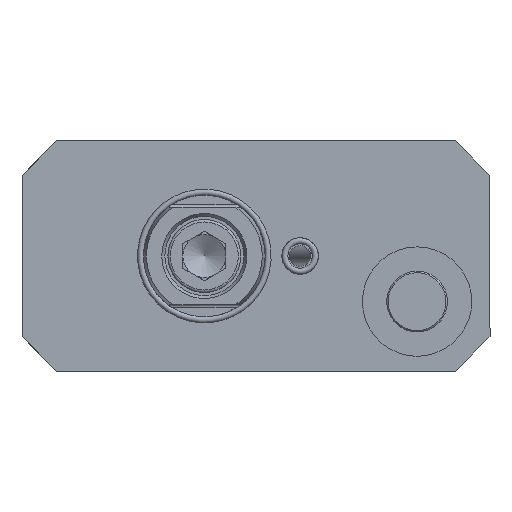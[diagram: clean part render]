
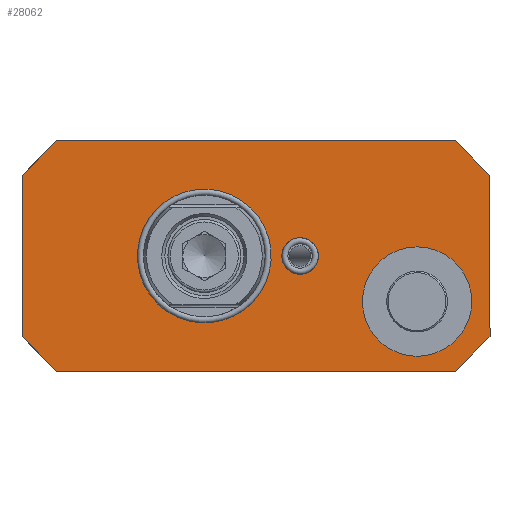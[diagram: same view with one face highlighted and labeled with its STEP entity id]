
A CAD part, front view. The second image highlights one B-rep face of the part: STEP entity #28062.
In plain terms, the highlighted planar face has unit normal (0, -1, 0).
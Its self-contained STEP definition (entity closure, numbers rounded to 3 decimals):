
#191 = CARTESIAN_POINT ( 'NONE',  ( 94., 0., -26.5 ) ) ;
#340 = LINE ( 'NONE', #19433, #11877 ) ;
#459 = CARTESIAN_POINT ( 'NONE',  ( 49.25, 0., -71.25 ) ) ;
#563 = LINE ( 'NONE', #32687, #30473 ) ;
#624 = LINE ( 'NONE', #3502, #12114 ) ;
#773 = DIRECTION ( 'NONE',  ( 0., 0., -1. ) ) ;
#1108 = DIRECTION ( 'NONE',  ( 1., 0., 0. ) ) ;
#1212 = LINE ( 'NONE', #15775, #31934 ) ;
#1223 = VECTOR ( 'NONE', #6688, 1000. ) ;
#1235 = LINE ( 'NONE', #18582, #7984 ) ;
#1248 = CARTESIAN_POINT ( 'NONE',  ( 31.5, 0., -6. ) ) ;
#1849 = DIRECTION ( 'NONE',  ( -0.707, 0., -0.707 ) ) ;
#2121 = DIRECTION ( 'NONE',  ( 0., -1., 0. ) ) ;
#2155 = ORIENTED_EDGE ( 'NONE', *, *, #23679, .T. ) ;
#3322 = VERTEX_POINT ( 'NONE', #25245 ) ;
#3502 = CARTESIAN_POINT ( 'NONE',  ( 94., 0., 38. ) ) ;
#3575 = EDGE_LOOP ( 'NONE', ( #2155 ) ) ;
#4232 = VERTEX_POINT ( 'NONE', #11145 ) ;
#4295 = DIRECTION ( 'NONE',  ( 0., 1., 0. ) ) ;
#4357 = EDGE_LOOP ( 'NONE', ( #21176, #16951, #26391, #7408, #17372, #8209, #20227, #16655 ) ) ;
#4369 = EDGE_CURVE ( 'NONE', #6887, #3322, #563, .T. ) ;
#4422 = VECTOR ( 'NONE', #10305, 1000. ) ;
#4895 = EDGE_LOOP ( 'NONE', ( #21183 ) ) ;
#5937 = VERTEX_POINT ( 'NONE', #8545 ) ;
#6259 = EDGE_CURVE ( 'NONE', #11652, #26417, #624, .T. ) ;
#6688 = DIRECTION ( 'NONE',  ( -0.707, 0., 0.707 ) ) ;
#6698 = AXIS2_PLACEMENT_3D ( 'NONE', #22357, #4295, #14511 ) ;
#6887 = VERTEX_POINT ( 'NONE', #15915 ) ;
#7025 = CIRCLE ( 'NONE', #29613, 6. ) ;
#7105 = CARTESIAN_POINT ( 'NONE',  ( 31.5, 0., 0. ) ) ;
#7165 = LINE ( 'NONE', #14470, #1223 ) ;
#7408 = ORIENTED_EDGE ( 'NONE', *, *, #27282, .T. ) ;
#7984 = VECTOR ( 'NONE', #773, 1000. ) ;
#8209 = ORIENTED_EDGE ( 'NONE', *, *, #22811, .T. ) ;
#8238 = CARTESIAN_POINT ( 'NONE',  ( 0., 0., 0. ) ) ;
#8545 = CARTESIAN_POINT ( 'NONE',  ( 0., 0., 20.2 ) ) ;
#8610 = AXIS2_PLACEMENT_3D ( 'NONE', #8238, #16044, #26363 ) ;
#8732 = CARTESIAN_POINT ( 'NONE',  ( 94., 0., 26.5 ) ) ;
#9102 = FACE_BOUND ( 'NONE', #3575, .T. ) ;
#10305 = DIRECTION ( 'NONE',  ( 1., 0., 0. ) ) ;
#11140 = AXIS2_PLACEMENT_3D ( 'NONE', #19793, #30093, #29874 ) ;
#11145 = CARTESIAN_POINT ( 'NONE',  ( 82.5, 0., -38. ) ) ;
#11356 = CARTESIAN_POINT ( 'NONE',  ( -60., 0., 26.5 ) ) ;
#11437 = EDGE_CURVE ( 'NONE', #20458, #6887, #1235, .T. ) ;
#11652 = VERTEX_POINT ( 'NONE', #8732 ) ;
#11877 = VECTOR ( 'NONE', #1849, 1000. ) ;
#12114 = VECTOR ( 'NONE', #26267, 1000. ) ;
#12288 = VERTEX_POINT ( 'NONE', #1248 ) ;
#12888 = EDGE_CURVE ( 'NONE', #30662, #30662, #19419, .T. ) ;
#13084 = FACE_OUTER_BOUND ( 'NONE', #4357, .T. ) ;
#14427 = PLANE ( 'NONE',  #11140 ) ;
#14470 = CARTESIAN_POINT ( 'NONE',  ( 11.25, 0., 109.25 ) ) ;
#14511 = DIRECTION ( 'NONE',  ( 0., 0., 1. ) ) ;
#15310 = CARTESIAN_POINT ( 'NONE',  ( -48.5, 0., 38. ) ) ;
#15394 = VECTOR ( 'NONE', #23973, 1000. ) ;
#15579 = LINE ( 'NONE', #23056, #4422 ) ;
#15775 = CARTESIAN_POINT ( 'NONE',  ( -60., 0., 38. ) ) ;
#15915 = CARTESIAN_POINT ( 'NONE',  ( -60., 0., -26.5 ) ) ;
#16044 = DIRECTION ( 'NONE',  ( 0., 1., 0. ) ) ;
#16655 = ORIENTED_EDGE ( 'NONE', *, *, #4369, .T. ) ;
#16951 = ORIENTED_EDGE ( 'NONE', *, *, #29835, .T. ) ;
#17156 = DIRECTION ( 'NONE',  ( 0.707, 0., -0.707 ) ) ;
#17372 = ORIENTED_EDGE ( 'NONE', *, *, #21398, .F. ) ;
#18582 = CARTESIAN_POINT ( 'NONE',  ( -60., 0., 38. ) ) ;
#19419 = CIRCLE ( 'NONE', #6698, 18. ) ;
#19433 = CARTESIAN_POINT ( 'NONE',  ( -54.25, 0., 32.25 ) ) ;
#19793 = CARTESIAN_POINT ( 'NONE',  ( -60., 0., 38. ) ) ;
#20227 = ORIENTED_EDGE ( 'NONE', *, *, #11437, .T. ) ;
#20458 = VERTEX_POINT ( 'NONE', #11356 ) ;
#20716 = FACE_BOUND ( 'NONE', #4895, .T. ) ;
#21174 = CARTESIAN_POINT ( 'NONE',  ( 70., 0., 3. ) ) ;
#21176 = ORIENTED_EDGE ( 'NONE', *, *, #26400, .T. ) ;
#21183 = ORIENTED_EDGE ( 'NONE', *, *, #23946, .F. ) ;
#21398 = EDGE_CURVE ( 'NONE', #30226, #25408, #1212, .T. ) ;
#22052 = DIRECTION ( 'NONE',  ( 0., 0., -1. ) ) ;
#22357 = CARTESIAN_POINT ( 'NONE',  ( 70., 0., -15. ) ) ;
#22570 = LINE ( 'NONE', #459, #15394 ) ;
#22699 = FACE_BOUND ( 'NONE', #27451, .T. ) ;
#22811 = EDGE_CURVE ( 'NONE', #30226, #20458, #340, .T. ) ;
#23056 = CARTESIAN_POINT ( 'NONE',  ( -60., 0., -38. ) ) ;
#23679 = EDGE_CURVE ( 'NONE', #5937, #5937, #31041, .T. ) ;
#23946 = EDGE_CURVE ( 'NONE', #12288, #12288, #7025, .T. ) ;
#23973 = DIRECTION ( 'NONE',  ( 0.707, 0., 0.707 ) ) ;
#25245 = CARTESIAN_POINT ( 'NONE',  ( -48.5, 0., -38. ) ) ;
#25408 = VERTEX_POINT ( 'NONE', #30209 ) ;
#25508 = ORIENTED_EDGE ( 'NONE', *, *, #12888, .T. ) ;
#26267 = DIRECTION ( 'NONE',  ( 0., 0., -1. ) ) ;
#26363 = DIRECTION ( 'NONE',  ( 0., 0., 1. ) ) ;
#26391 = ORIENTED_EDGE ( 'NONE', *, *, #6259, .F. ) ;
#26400 = EDGE_CURVE ( 'NONE', #3322, #4232, #15579, .T. ) ;
#26417 = VERTEX_POINT ( 'NONE', #191 ) ;
#27282 = EDGE_CURVE ( 'NONE', #11652, #25408, #7165, .T. ) ;
#27451 = EDGE_LOOP ( 'NONE', ( #25508 ) ) ;
#28062 = ADVANCED_FACE ( 'NONE', ( #20716, #22699, #9102, #13084 ), #14427, .F. ) ;
#29613 = AXIS2_PLACEMENT_3D ( 'NONE', #7105, #2121, #22052 ) ;
#29835 = EDGE_CURVE ( 'NONE', #4232, #26417, #22570, .T. ) ;
#29874 = DIRECTION ( 'NONE',  ( 0., 0., 1. ) ) ;
#30093 = DIRECTION ( 'NONE',  ( 0., 1., 0. ) ) ;
#30209 = CARTESIAN_POINT ( 'NONE',  ( 82.5, 0., 38. ) ) ;
#30226 = VERTEX_POINT ( 'NONE', #15310 ) ;
#30473 = VECTOR ( 'NONE', #17156, 1000. ) ;
#30662 = VERTEX_POINT ( 'NONE', #21174 ) ;
#31041 = CIRCLE ( 'NONE', #8610, 20.2 ) ;
#31934 = VECTOR ( 'NONE', #1108, 1000. ) ;
#32687 = CARTESIAN_POINT ( 'NONE',  ( -92.25, 0., 5.75 ) ) ;
